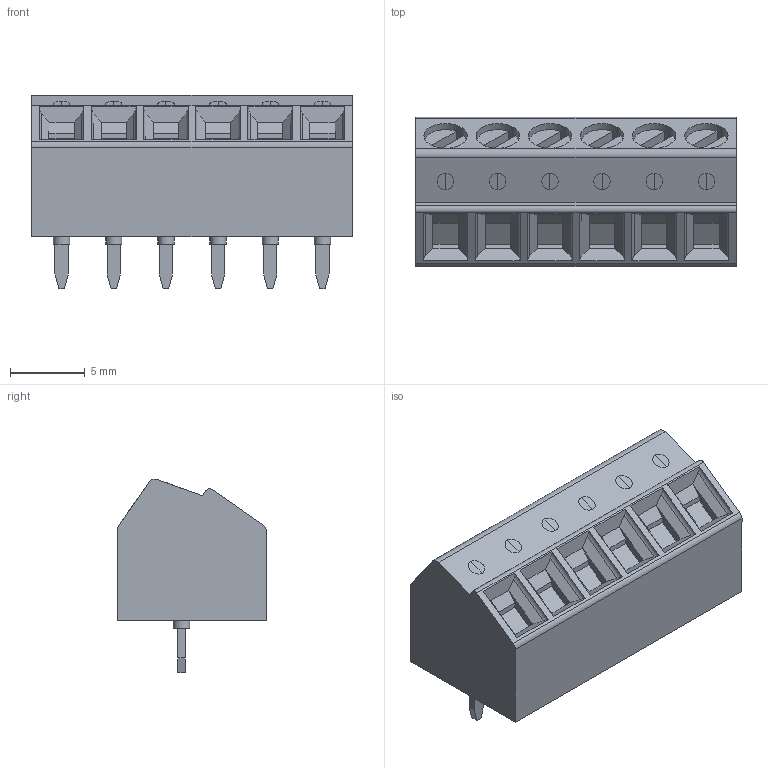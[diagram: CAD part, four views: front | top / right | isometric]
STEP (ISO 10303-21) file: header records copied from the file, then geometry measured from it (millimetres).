
FILE_DESCRIPTION(/* description */ (''),/* implementation_level */ '2;1');
FILE_NAME(/* name */ 'PHOENIX_1751138.stp',/* time_stamp */ '2015-03-31T14:46:52+02:00',/* author */ ('admchouv'),/* organization */ (''),/* preprocessor_version */ 'ST-DEVELOPER v15.5',/* originating_system */ 'AutoCAD Mechanical',/* authorisation */ '');
FILE_SCHEMA (('AUTOMOTIVE_DESIGN { 1 0 10303 214 3 1 1 }'));
Length unit declared in the file: millimetre
Products named in the file (1): Product
Bounding box: 21.5 x 10 x 13 mm (x, y, z)
Volume: 1681.9 mm3; surface area: 1447 mm2
Topology: 25 solids, 25 shells, 259 faces, 561 edges, 370 vertices
Faces by surface type: plane 225, cylinder 34
Full cylindrical faces by diameter (mm): 1.1 x6, 2.8 x6, 2.9 x6
Entity records: 6848 total; most frequent: CARTESIAN_POINT 1161, DIRECTION 1155, ORIENTED_EDGE 1074, EDGE_CURVE 537, LINE 439, VECTOR 439, VERTEX_POINT 364, AXIS2_PLACEMENT_3D 358
